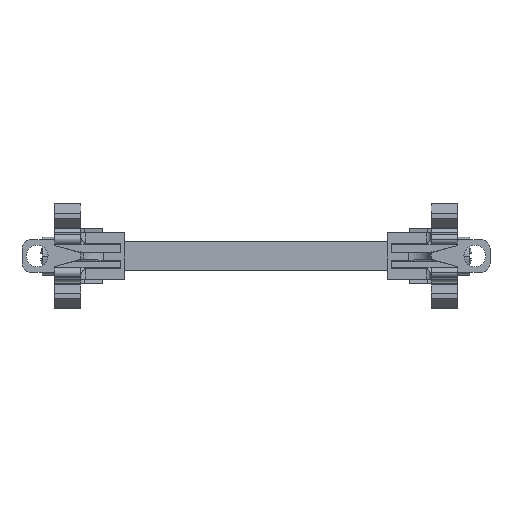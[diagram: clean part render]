
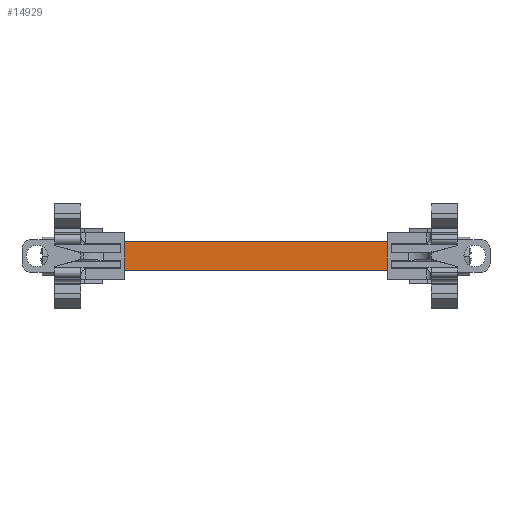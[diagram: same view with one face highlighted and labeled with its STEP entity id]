
A CAD part, front view. The second image highlights one B-rep face of the part: STEP entity #14929.
In plain terms, the highlighted planar face has unit normal (0, -1, 0).
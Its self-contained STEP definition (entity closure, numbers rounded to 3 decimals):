
#1743 = EDGE_CURVE ( 'NONE', #8479, #8478, #18147, .T. ) ;
#1747 = EDGE_CURVE ( 'NONE', #8498, #8476, #18166, .T. ) ;
#1755 = EDGE_CURVE ( 'NONE', #8478, #8498, #18217, .T. ) ;
#4791 = VECTOR ( 'NONE', #6664, 1000. ) ;
#6633 = CARTESIAN_POINT ( 'NONE',  ( -91.055, -45.464, 99.257 ) ) ;
#6636 = LINE ( 'NONE', #6633, #4791 ) ;
#6664 = DIRECTION ( 'NONE',  ( -1., 0., 0. ) ) ;
#8476 = VERTEX_POINT ( 'NONE', #17233 ) ;
#8478 = VERTEX_POINT ( 'NONE', #17228 ) ;
#8479 = VERTEX_POINT ( 'NONE', #17215 ) ;
#8498 = VERTEX_POINT ( 'NONE', #17218 ) ;
#10049 = ORIENTED_EDGE ( 'NONE', *, *, #22149, .T. ) ;
#10104 = ORIENTED_EDGE ( 'NONE', *, *, #1755, .F. ) ;
#10119 = ORIENTED_EDGE ( 'NONE', *, *, #1743, .F. ) ;
#10140 = ORIENTED_EDGE ( 'NONE', *, *, #1747, .F. ) ;
#14929 = ADVANCED_FACE ( 'NONE', ( #15583 ), #15592, .F. ) ;
#15557 = CARTESIAN_POINT ( 'NONE',  ( -91.055, -45.464, 99.257 ) ) ;
#15568 = DIRECTION ( 'NONE',  ( 0., 0., 1. ) ) ;
#15583 = FACE_OUTER_BOUND ( 'NONE', #19967, .T. ) ;
#15584 = DIRECTION ( 'NONE',  ( 0., 1., 0. ) ) ;
#15592 = PLANE ( 'NONE',  #22527 ) ;
#16944 = VECTOR ( 'NONE', #18172, 1000. ) ;
#16951 = VECTOR ( 'NONE', #18197, 1000. ) ;
#16988 = VECTOR ( 'NONE', #18171, 1000. ) ;
#17215 = CARTESIAN_POINT ( 'NONE',  ( -42.775, -45.464, 99.257 ) ) ;
#17218 = CARTESIAN_POINT ( 'NONE',  ( -102.575, -45.464, 92.757 ) ) ;
#17228 = CARTESIAN_POINT ( 'NONE',  ( -42.775, -45.464, 92.757 ) ) ;
#17233 = CARTESIAN_POINT ( 'NONE',  ( -102.575, -45.464, 99.257 ) ) ;
#18147 = LINE ( 'NONE', #18173, #16988 ) ;
#18166 = LINE ( 'NONE', #18170, #16944 ) ;
#18170 = CARTESIAN_POINT ( 'NONE',  ( -102.575, -45.464, 99.257 ) ) ;
#18171 = DIRECTION ( 'NONE',  ( 0., 0., -1. ) ) ;
#18172 = DIRECTION ( 'NONE',  ( 0., 0., 1. ) ) ;
#18173 = CARTESIAN_POINT ( 'NONE',  ( -42.775, -45.464, 99.257 ) ) ;
#18187 = CARTESIAN_POINT ( 'NONE',  ( -91.055, -45.464, 92.757 ) ) ;
#18197 = DIRECTION ( 'NONE',  ( -1., 0., 0. ) ) ;
#18217 = LINE ( 'NONE', #18187, #16951 ) ;
#19967 = EDGE_LOOP ( 'NONE', ( #10104, #10119, #10049, #10140 ) ) ;
#22149 = EDGE_CURVE ( 'NONE', #8479, #8476, #6636, .T. ) ;
#22527 = AXIS2_PLACEMENT_3D ( 'NONE', #15557, #15584, #15568 ) ;
